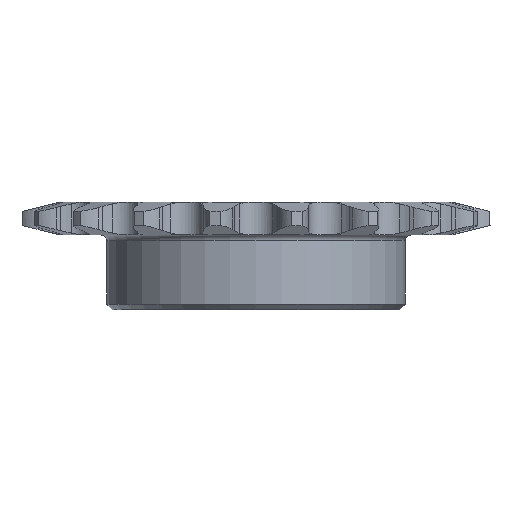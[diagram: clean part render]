
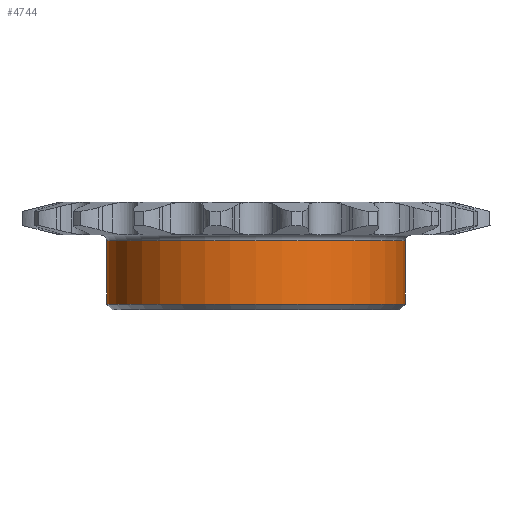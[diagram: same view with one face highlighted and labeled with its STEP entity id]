
A CAD part, front view. The second image highlights one B-rep face of the part: STEP entity #4744.
In plain terms, the highlighted cylindrical face has radius 12.7 mm (diameter 25.4 mm), a partial arc.
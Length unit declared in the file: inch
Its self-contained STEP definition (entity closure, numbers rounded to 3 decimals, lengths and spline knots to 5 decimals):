
#142 = DIRECTION ( 'NONE',  ( 1., 0., 0. ) ) ;
#273 = CARTESIAN_POINT ( 'NONE',  ( -0.5, 0., -0.01969 ) ) ;
#560 = DIRECTION ( 'NONE',  ( 0., 0., 1. ) ) ;
#590 = CARTESIAN_POINT ( 'NONE',  ( 0., 0., -0.23156 ) ) ;
#669 = ORIENTED_EDGE ( 'NONE', *, *, #2637, .T. ) ;
#912 = VECTOR ( 'NONE', #5250, 39.37008 ) ;
#1205 = CARTESIAN_POINT ( 'NONE',  ( -0.5, 0., -0.25125 ) ) ;
#1579 = VERTEX_POINT ( 'NONE', #4414 ) ;
#1806 = DIRECTION ( 'NONE',  ( -1., 0., 0. ) ) ;
#2381 = AXIS2_PLACEMENT_3D ( 'NONE', #7036, #2440, #142 ) ;
#2398 = CIRCLE ( 'NONE', #3176, 0.5 ) ;
#2440 = DIRECTION ( 'NONE',  ( 0., 0., 1. ) ) ;
#2493 = VERTEX_POINT ( 'NONE', #6405 ) ;
#2544 = FACE_OUTER_BOUND ( 'NONE', #7420, .T. ) ;
#2637 = EDGE_CURVE ( 'NONE', #1579, #2493, #5918, .T. ) ;
#3058 = ORIENTED_EDGE ( 'NONE', *, *, #6670, .T. ) ;
#3176 = AXIS2_PLACEMENT_3D ( 'NONE', #590, #560, #1806 ) ;
#3350 = VERTEX_POINT ( 'NONE', #273 ) ;
#3584 = VERTEX_POINT ( 'NONE', #5692 ) ;
#3806 = LINE ( 'NONE', #1205, #912 ) ;
#3952 = DIRECTION ( 'NONE',  ( 0., 0., -1. ) ) ;
#4414 = CARTESIAN_POINT ( 'NONE',  ( 0.5, 0., -0.23156 ) ) ;
#4744 = ADVANCED_FACE ( 'NONE', ( #2544 ), #7001, .T. ) ;
#4972 = CARTESIAN_POINT ( 'NONE',  ( 0.5, 0., -0.25125 ) ) ;
#5003 = AXIS2_PLACEMENT_3D ( 'NONE', #6749, #3952, #7324 ) ;
#5053 = DIRECTION ( 'NONE',  ( 0., 0., 1. ) ) ;
#5250 = DIRECTION ( 'NONE',  ( 0., 0., 1. ) ) ;
#5410 = ORIENTED_EDGE ( 'NONE', *, *, #7378, .F. ) ;
#5692 = CARTESIAN_POINT ( 'NONE',  ( -0.5, 0., -0.23156 ) ) ;
#5918 = LINE ( 'NONE', #4972, #7231 ) ;
#6405 = CARTESIAN_POINT ( 'NONE',  ( 0.5, 0., -0.01969 ) ) ;
#6670 = EDGE_CURVE ( 'NONE', #3584, #1579, #2398, .T. ) ;
#6723 = ORIENTED_EDGE ( 'NONE', *, *, #7197, .T. ) ;
#6749 = CARTESIAN_POINT ( 'NONE',  ( 0., 0., -0.01969 ) ) ;
#6753 = CIRCLE ( 'NONE', #5003, 0.5 ) ;
#7001 = CYLINDRICAL_SURFACE ( 'NONE', #2381, 0.5 ) ;
#7036 = CARTESIAN_POINT ( 'NONE',  ( 0., 0., -0.25125 ) ) ;
#7197 = EDGE_CURVE ( 'NONE', #2493, #3350, #6753, .T. ) ;
#7231 = VECTOR ( 'NONE', #5053, 39.37008 ) ;
#7324 = DIRECTION ( 'NONE',  ( 1., 0., 0. ) ) ;
#7378 = EDGE_CURVE ( 'NONE', #3584, #3350, #3806, .T. ) ;
#7420 = EDGE_LOOP ( 'NONE', ( #5410, #3058, #669, #6723 ) ) ;
